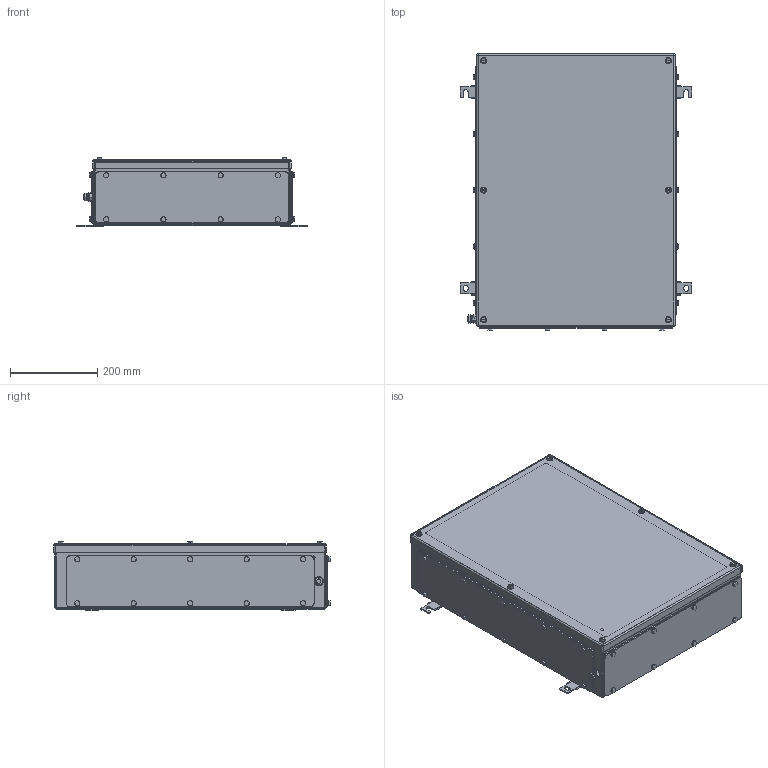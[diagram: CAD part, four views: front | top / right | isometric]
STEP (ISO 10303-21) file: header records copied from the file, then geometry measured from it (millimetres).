
FILE_DESCRIPTION(('CATIA V5 STEP Exchange','CAx-IF Rec.Pracs.--- Model Styling and Organization---1.4--- 2014-01-23'),'2;1');
FILE_NAME ('008682-4_3_1196430000_1196430000.stp','2019-09-25T08:35:08+00:00',('none'),('Weidmueller'),'CATIA Version 5-6 Release 2016 SP3 HF44','CATIA V5 STEP AP214','none');
FILE_SCHEMA(('AUTOMOTIVE_DESIGN { 1 0 10303 214 1 1 1 1 }'));
Products named in the file (1): Product7_AllCATPart
Bounding box: 531 x 633.5 x 158.5 mm (x, y, z)
Volume: 2183600.5 mm3; surface area: 2363363.5 mm2
Topology: 108 solids, 108 shells, 2288 faces, 5204 edges, 3224 vertices
Faces by surface type: cylinder 978, plane 800, cone 452, torus 42, sphere 16
Entity records: 60125 total; most frequent: CARTESIAN_POINT 12192, ORIENTED_EDGE 10216, DIRECTION 7991, EDGE_CURVE 5108, AXIS2_PLACEMENT_3D 3828, VERTEX_POINT 3224, EDGE_LOOP 2724, VECTOR 2566
